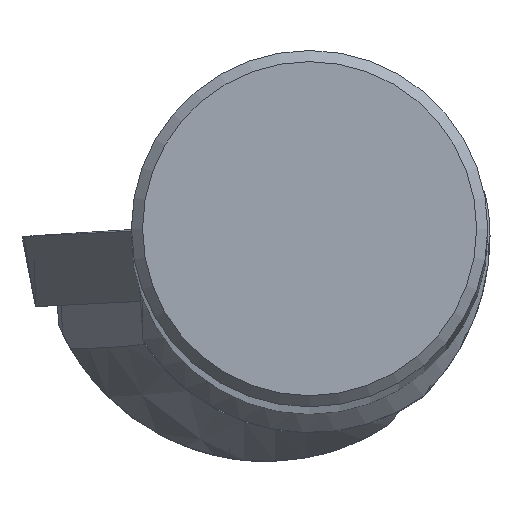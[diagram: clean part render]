
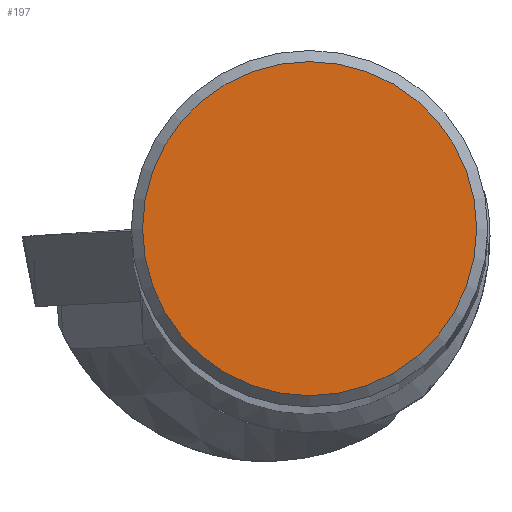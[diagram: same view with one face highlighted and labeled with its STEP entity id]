
A CAD part, top view. The second image highlights one B-rep face of the part: STEP entity #197.
In plain terms, the highlighted planar face has unit normal (0, 0, 1).
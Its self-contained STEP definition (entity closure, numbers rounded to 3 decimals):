
#155=FACE_OUTER_BOUND('',#388,.T.);
#197=ADVANCED_FACE('',(#155),#227,.T.);
#227=PLANE('',#991);
#388=EDGE_LOOP('',(#547));
#547=ORIENTED_EDGE('',*,*,#795,.T.);
#698=VERTEX_POINT('',#1685);
#795=EDGE_CURVE('',#698,#698,#835,.T.);
#835=CIRCLE('',#990,7.493);
#990=AXIS2_PLACEMENT_3D('',#1684,#1187,#1188);
#991=AXIS2_PLACEMENT_3D('',#1686,#1189,#1190);
#1187=DIRECTION('',(0.,0.,1.));
#1188=DIRECTION('',(1.,0.,0.));
#1189=DIRECTION('',(0.,0.,1.));
#1190=DIRECTION('',(1.,0.,0.));
#1684=CARTESIAN_POINT('',(0.,0.,0.));
#1685=CARTESIAN_POINT('',(7.493,0.,0.));
#1686=CARTESIAN_POINT('',(0.,0.,
0.));
